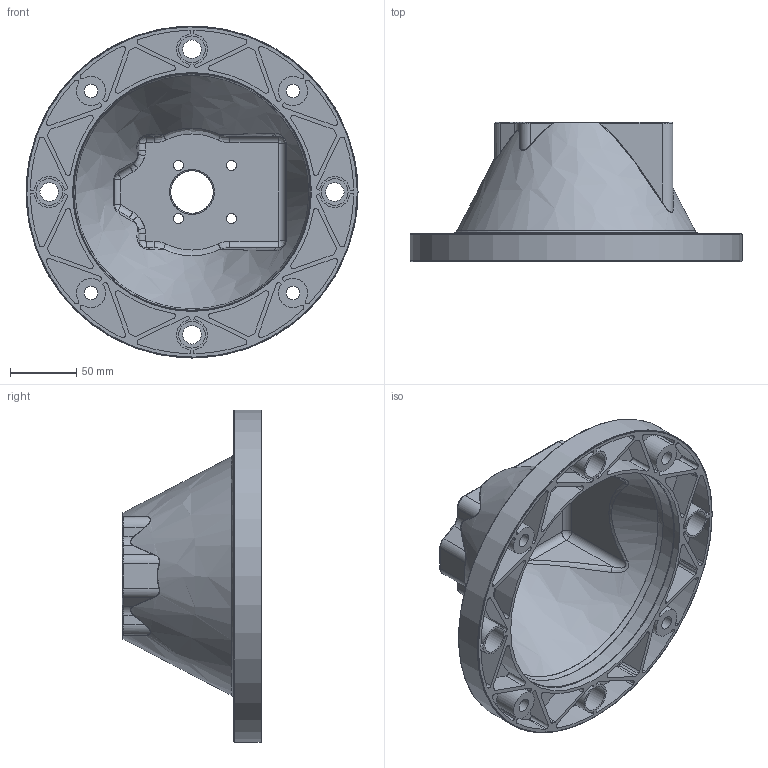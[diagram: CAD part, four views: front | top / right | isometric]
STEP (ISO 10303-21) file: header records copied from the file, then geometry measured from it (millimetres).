
FILE_DESCRIPTION(('STEP AP203'),'2;1');
FILE_NAME('LBS22.stp','2005-07-21T17:20:38',(''),(''),'9.0.0','THINKDESIGN','');
FILE_SCHEMA(('CONFIG_CONTROL_DESIGN'));
Length unit declared in the file: millimetre
Bounding box: 250 x 105 x 250 mm (x, y, z)
Surface area: 235719.9 mm2 (no closed solid volume)
Topology: 0 solids, 0 shells, 397 faces, 1988 edges, 1938 vertices
Faces by surface type: cylinder 202, plane 117, bspline 78
Full cylindrical faces by diameter (mm): 7.5 x4, 10.25 x4, 14 x4, 20 x4, 32 x1, 180 x1, 183 x1, 250 x1
Entity records: 24592 total; most frequent: CARTESIAN_POINT 13033, DIRECTION 2934, COMPOSITE_CURVE_SEGMENT 1972, TRIMMED_CURVE 1492, AXIS2_PLACEMENT_3D 1048, VECTOR 838, LINE 838, CIRCLE 733
